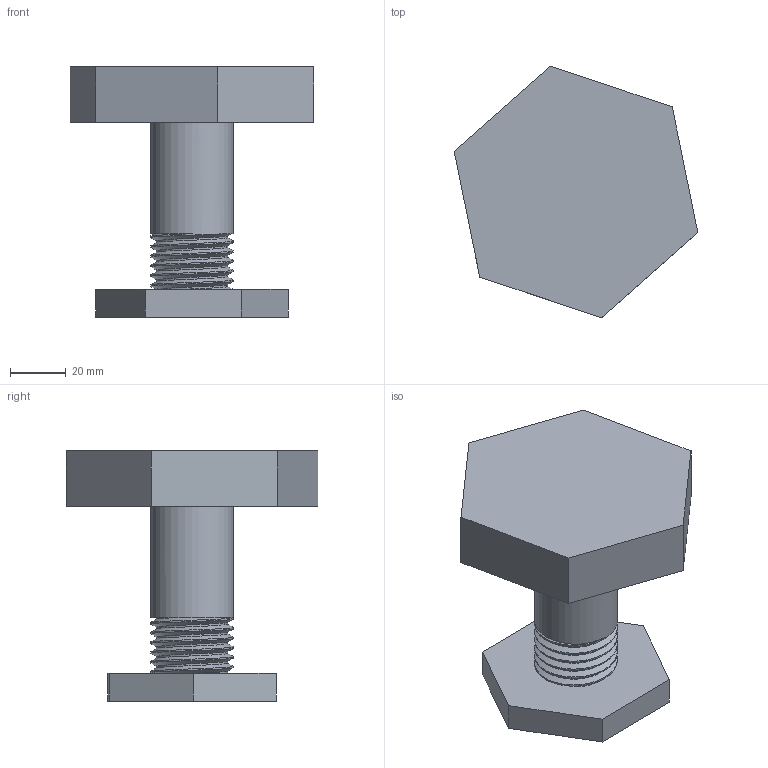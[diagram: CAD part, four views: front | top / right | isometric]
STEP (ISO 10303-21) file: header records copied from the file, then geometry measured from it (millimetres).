
FILE_DESCRIPTION(/* description */ (''),/* implementation_level */ '2;1');
FILE_NAME(/* name */ 'nut+bolt v1.step',/* time_stamp */ '2024-06-26T18:27:16+05:30',/* author */ (''),/* organization */ (''),/* preprocessor_version */ 'ST-DEVELOPER v20',/* originating_system */ 'Autodesk Translation Framework v13.14.0.145',/* authorisation */ '');
FILE_SCHEMA (('AUTOMOTIVE_DESIGN { 1 0 10303 214 3 1 1 }'));
Length unit declared in the file: millimetre
Products named in the file (3): nut+bolt; nut; bolt
Assembly tree (2 placements, depth 2):
  nut+bolt
    nut
    bolt
Bounding box: 87.59 x 90.53 x 90 mm (x, y, z)
Volume: 185100.3 mm3; surface area: 33428.6 mm2
Topology: 2 solids, 2 shells, 51 faces, 138 edges, 92 vertices
Faces by surface type: cylinder 29, plane 18, bspline 4
Full cylindrical faces by diameter (mm): 17.519 x3, 20.293 x3, 25.732 x7, 29.735 x9
Entity records: 5340 total; most frequent: CARTESIAN_POINT 4099, ORIENTED_EDGE 276, DIRECTION 186, EDGE_CURVE 138, VERTEX_POINT 92, B_SPLINE_CURVE_WITH_KNOTS 66, LINE 62, VECTOR 62
